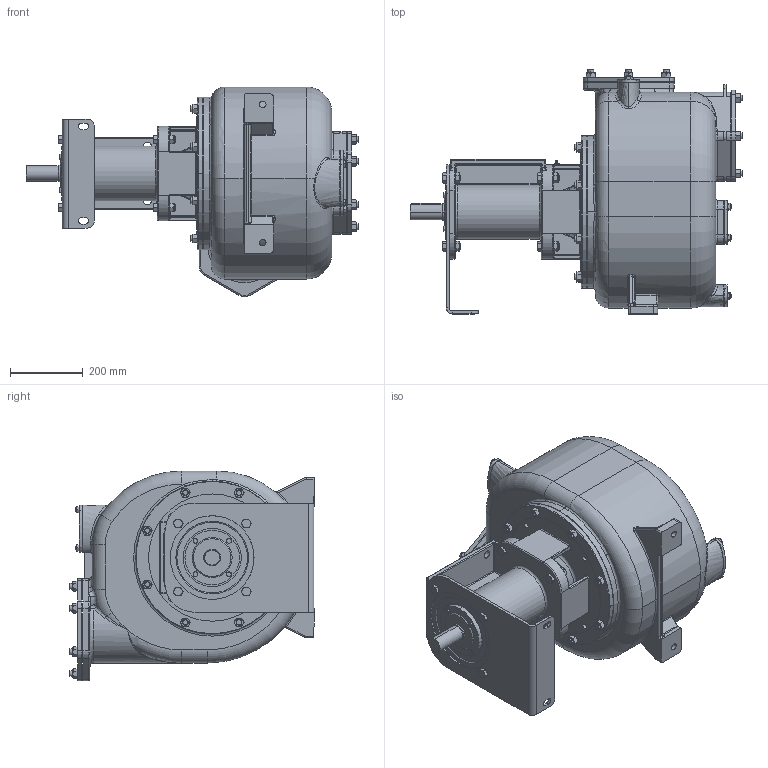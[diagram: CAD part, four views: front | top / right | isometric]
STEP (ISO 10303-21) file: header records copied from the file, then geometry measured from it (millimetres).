
FILE_DESCRIPTION((''),'2;1');
FILE_NAME('S180_B','2015-11-30T',('Nicola'),(''),'CREO PARAMETRIC BY PTC INC, 2015290','CREO PARAMETRIC BY PTC INC, 2015290','');
FILE_SCHEMA(('CONFIG_CONTROL_DESIGN'));
Products named in the file (1): S180_B
Bounding box: 913 x 671 x 577.47 mm (x, y, z)
Volume: 104411645.8 mm3; surface area: 2931186.9 mm2
Topology: 1 solids, 3 shells, 2243 faces, 5048 edges, 2995 vertices
Faces by surface type: plane 645, cylinder 638, cone 598, bspline 175, torus 163, sphere 20, extrusion 4
Entity records: 100394 total; most frequent: CARTESIAN_POINT 52263, ORIENTED_EDGE 10088, DIRECTION 9893, EDGE_CURVE 5044, AXIS2_PLACEMENT_3D 4218, VERTEX_POINT 2995, EDGE_LOOP 2513, FACE_OUTER_BOUND 2243
